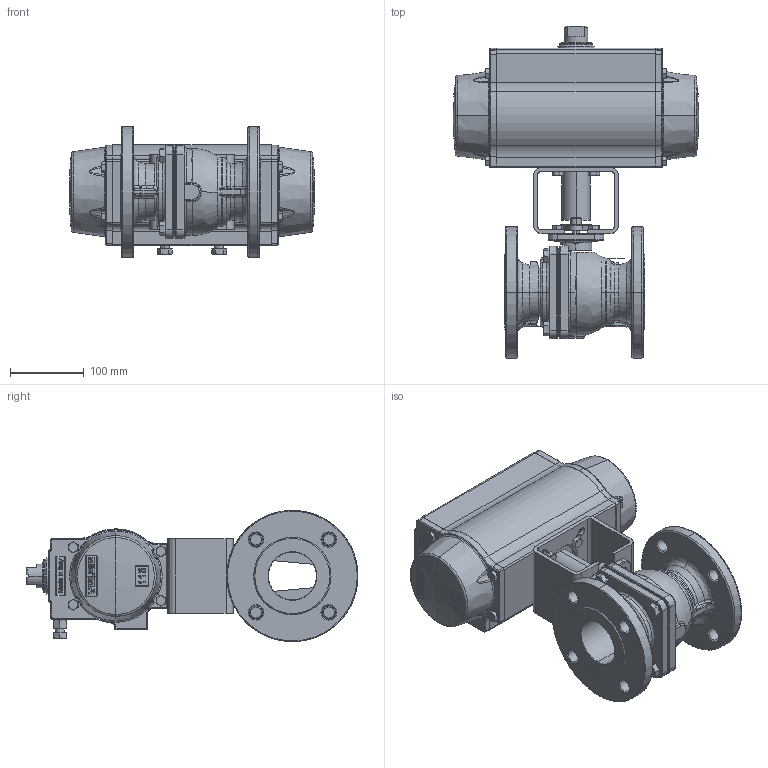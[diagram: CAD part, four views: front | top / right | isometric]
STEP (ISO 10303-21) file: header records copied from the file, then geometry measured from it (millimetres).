
FILE_DESCRIPTION (( 'STEP AP203' ), '1' );
FILE_NAME ('5801F-250_UT-3.5.STEP', '2017-11-27T20:47:39', ( '' ), ( '' ), 'SwSTEP 2.0', 'SolidWorks 2014', '' );
FILE_SCHEMA (( 'CONFIG_CONTROL_DESIGN' ));
Length unit declared in the file: inch
Products named in the file (1): 5801F-250_UT-3.5
Bounding box: 333.18 x 450.3 x 178 mm (x, y, z)
Surface area: 496401.1 mm2 (no closed solid volume)
Topology: 0 solids, 52 shells, 1365 faces, 4565 edges, 3085 vertices
Faces by surface type: plane 461, cylinder 317, bspline 305, cone 244, sphere 38
Entity records: 77427 total; most frequent: CARTESIAN_POINT 41165, ORIENTED_EDGE 7286, DIRECTION 6914, EDGE_CURVE 4543, VERTEX_POINT 3085, AXIS2_PLACEMENT_3D 2642, LINE 1630, VECTOR 1630
